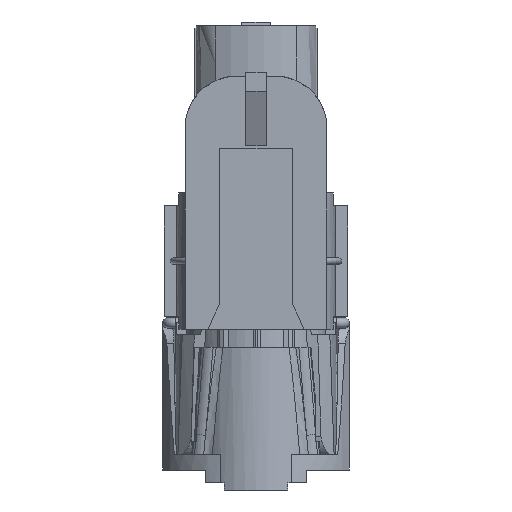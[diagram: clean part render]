
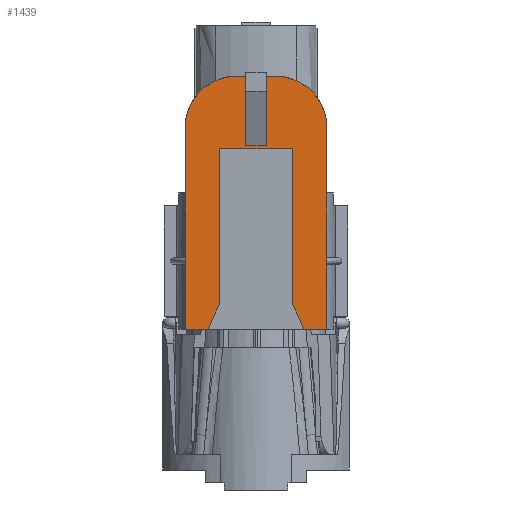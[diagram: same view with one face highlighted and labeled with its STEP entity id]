
A CAD part, front view. The second image highlights one B-rep face of the part: STEP entity #1439.
In plain terms, the highlighted planar face has unit normal (0, -1, -0.006).
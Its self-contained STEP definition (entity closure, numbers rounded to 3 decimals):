
#247=ELLIPSE('',#15956,4.,4.);
#248=ELLIPSE('',#15957,4.,4.);
#767=PLANE('',#15958);
#1439=ADVANCED_FACE('',(#2221),#767,.T.);
#2221=FACE_OUTER_BOUND('',#2986,.T.);
#2986=EDGE_LOOP('',(#8885,#8886,#8887,#8888,#8889,#8890,#8891,#8892,#8893,
#8894,#8895,#8896,#8897,#8898,#8899,#8900));
#3857=LINE('',#25970,#5098);
#3859=LINE('',#25974,#5100);
#3885=LINE('',#26457,#5126);
#3889=LINE('',#26465,#5130);
#3897=LINE('',#26483,#5138);
#3903=LINE('',#26497,#5144);
#3904=LINE('',#26498,#5145);
#3905=LINE('',#26501,#5146);
#3906=LINE('',#26503,#5147);
#3907=LINE('',#26505,#5148);
#3908=LINE('',#26507,#5149);
#3909=LINE('',#26509,#5150);
#3910=LINE('',#26513,#5151);
#3911=LINE('',#26515,#5152);
#5098=VECTOR('',#18546,1.);
#5100=VECTOR('',#18550,1.);
#5126=VECTOR('',#18800,1.);
#5130=VECTOR('',#18806,1.);
#5138=VECTOR('',#18820,1.);
#5144=VECTOR('',#18836,1.);
#5145=VECTOR('',#18837,1.);
#5146=VECTOR('',#18840,1.);
#5147=VECTOR('',#18841,1.);
#5148=VECTOR('',#18842,1.);
#5149=VECTOR('',#18843,1.);
#5150=VECTOR('',#18844,1.);
#5151=VECTOR('',#18847,1.);
#5152=VECTOR('',#18848,1.);
#8885=ORIENTED_EDGE('',*,*,#13771,.F.);
#8886=ORIENTED_EDGE('',*,*,#13656,.T.);
#8887=ORIENTED_EDGE('',*,*,#13787,.T.);
#8888=ORIENTED_EDGE('',*,*,#13658,.F.);
#8889=ORIENTED_EDGE('',*,*,#13767,.T.);
#8890=ORIENTED_EDGE('',*,*,#13788,.F.);
#8891=ORIENTED_EDGE('',*,*,#13780,.T.);
#8892=ORIENTED_EDGE('',*,*,#13789,.T.);
#8893=ORIENTED_EDGE('',*,*,#13790,.F.);
#8894=ORIENTED_EDGE('',*,*,#13791,.F.);
#8895=ORIENTED_EDGE('',*,*,#13792,.F.);
#8896=ORIENTED_EDGE('',*,*,#13793,.T.);
#8897=ORIENTED_EDGE('',*,*,#13794,.F.);
#8898=ORIENTED_EDGE('',*,*,#13795,.F.);
#8899=ORIENTED_EDGE('',*,*,#13796,.F.);
#8900=ORIENTED_EDGE('',*,*,#13797,.F.);
#11755=VERTEX_POINT('',#25969);
#11756=VERTEX_POINT('',#25971);
#11757=VERTEX_POINT('',#25975);
#11758=VERTEX_POINT('',#25976);
#11816=VERTEX_POINT('',#26458);
#11819=VERTEX_POINT('',#26466);
#11825=VERTEX_POINT('',#26482);
#11826=VERTEX_POINT('',#26484);
#11829=VERTEX_POINT('',#26500);
#11830=VERTEX_POINT('',#26502);
#11831=VERTEX_POINT('',#26504);
#11832=VERTEX_POINT('',#26506);
#11833=VERTEX_POINT('',#26508);
#11834=VERTEX_POINT('',#26510);
#11835=VERTEX_POINT('',#26512);
#11836=VERTEX_POINT('',#26514);
#13656=EDGE_CURVE('',#11756,#11755,#3857,.T.);
#13658=EDGE_CURVE('',#11757,#11758,#3859,.T.);
#13767=EDGE_CURVE('',#11757,#11816,#3885,.T.);
#13771=EDGE_CURVE('',#11756,#11819,#3889,.T.);
#13780=EDGE_CURVE('',#11826,#11825,#3897,.T.);
#13787=EDGE_CURVE('',#11755,#11758,#3903,.T.);
#13788=EDGE_CURVE('',#11826,#11816,#3904,.T.);
#13789=EDGE_CURVE('',#11825,#11829,#247,.T.);
#13790=EDGE_CURVE('',#11830,#11829,#3905,.T.);
#13791=EDGE_CURVE('',#11831,#11830,#3906,.T.);
#13792=EDGE_CURVE('',#11832,#11831,#3907,.T.);
#13793=EDGE_CURVE('',#11832,#11833,#3908,.T.);
#13794=EDGE_CURVE('',#11834,#11833,#3909,.T.);
#13795=EDGE_CURVE('',#11835,#11834,#248,.T.);
#13796=EDGE_CURVE('',#11836,#11835,#3910,.T.);
#13797=EDGE_CURVE('',#11819,#11836,#3911,.T.);
#15956=AXIS2_PLACEMENT_3D('',#26499,#18838,#18839);
#15957=AXIS2_PLACEMENT_3D('',#26511,#18845,#18846);
#15958=AXIS2_PLACEMENT_3D('',#26516,#18849,#18850);
#18546=DIRECTION('',(0.004,-0.007,1.));
#18550=DIRECTION('',(-0.004,-0.007,1.));
#18800=DIRECTION('',(0.427,0.006,-0.904));
#18806=DIRECTION('',(-0.427,0.006,-0.904));
#18820=DIRECTION('',(0.,-0.007,1.));
#18836=DIRECTION('',(1.,0.,0.));
#18837=DIRECTION('',(-1.,0.,0.));
#18838=DIRECTION('',(0.,-1.,-0.007));
#18839=DIRECTION('',(0.,0.007,-1.));
#18840=DIRECTION('',(1.,0.,0.));
#18841=DIRECTION('',(0.,-0.007,1.));
#18842=DIRECTION('',(1.,0.,0.));
#18843=DIRECTION('',(0.,-0.007,1.));
#18844=DIRECTION('',(1.,0.,0.));
#18845=DIRECTION('',(0.,1.,0.007));
#18846=DIRECTION('',(0.,0.007,-1.));
#18847=DIRECTION('',(0.,-0.007,1.));
#18848=DIRECTION('',(-1.,0.,0.));
#18849=DIRECTION('',(0.,-1.,-0.007));
#18850=DIRECTION('',(0.,-0.007,1.));
#25969=CARTESIAN_POINT('',(-2.8,-8.967,-9.544));
#25970=CARTESIAN_POINT('',(-2.8,-8.966,-9.55));
#25971=CARTESIAN_POINT('',(-2.853,-8.887,-21.644));
#25974=CARTESIAN_POINT('',(2.78,-8.997,-4.874));
#25975=CARTESIAN_POINT('',(2.853,-8.887,-21.644));
#25976=CARTESIAN_POINT('',(2.8,-8.967,-9.544));
#26457=CARTESIAN_POINT('',(-4.132,-8.984,-6.834));
#26458=CARTESIAN_POINT('',(3.749,-8.875,-23.544));
#26465=CARTESIAN_POINT('',(-3.757,-8.875,-23.561));
#26466=CARTESIAN_POINT('',(-3.749,-8.875,-23.544));
#26482=CARTESIAN_POINT('',(5.5,-8.977,-7.911));
#26483=CARTESIAN_POINT('',(5.5,-8.875,-23.565));
#26484=CARTESIAN_POINT('',(5.5,-8.875,-23.544));
#26497=CARTESIAN_POINT('',(0.,-8.967,-9.544));
#26498=CARTESIAN_POINT('',(0.,-8.875,-23.544));
#26499=CARTESIAN_POINT('',(1.5,-8.977,-7.911));
#26500=CARTESIAN_POINT('',(1.5,-9.003,-3.911));
#26501=CARTESIAN_POINT('',(-5.5,-9.003,-3.911));
#26502=CARTESIAN_POINT('',(0.8,-9.003,-3.911));
#26503=CARTESIAN_POINT('',(0.8,-8.997,-4.886));
#26504=CARTESIAN_POINT('',(0.8,-8.968,-9.3));
#26505=CARTESIAN_POINT('',(0.,-8.968,-9.3));
#26506=CARTESIAN_POINT('',(-0.8,-8.968,-9.3));
#26507=CARTESIAN_POINT('',(-0.8,-8.997,-4.886));
#26508=CARTESIAN_POINT('',(-0.8,-9.003,-3.911));
#26509=CARTESIAN_POINT('',(0.,-9.003,-3.911));
#26510=CARTESIAN_POINT('',(-1.5,-9.003,-3.911));
#26511=CARTESIAN_POINT('',(-1.5,-8.977,-7.911));
#26512=CARTESIAN_POINT('',(-5.5,-8.977,-7.911));
#26513=CARTESIAN_POINT('',(-5.5,-8.997,-4.886));
#26514=CARTESIAN_POINT('',(-5.5,-8.875,-23.544));
#26515=CARTESIAN_POINT('',(-5.5,-8.875,-23.544));
#26516=CARTESIAN_POINT('',(0.,-8.997,-4.886));
